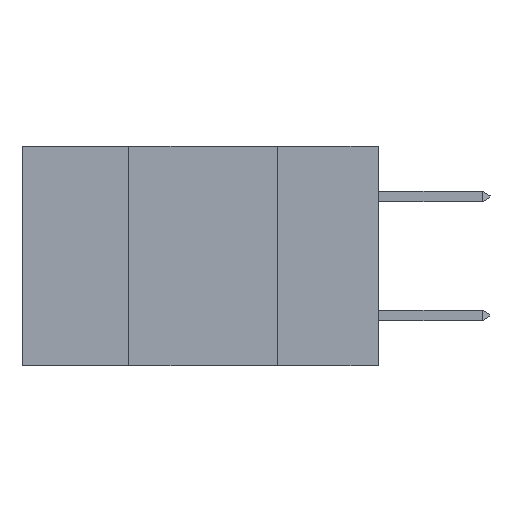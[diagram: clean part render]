
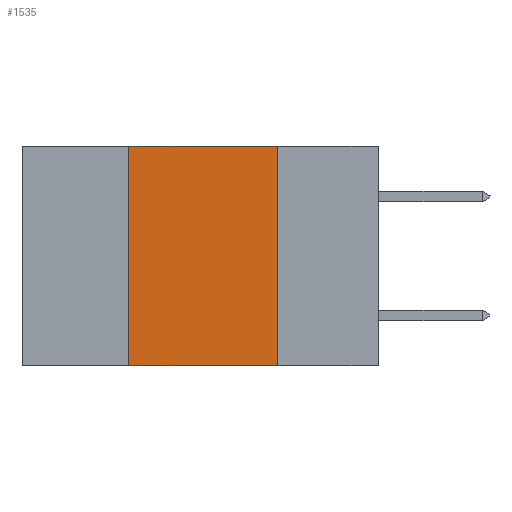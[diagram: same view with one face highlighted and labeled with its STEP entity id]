
A CAD part, left-side view. The second image highlights one B-rep face of the part: STEP entity #1535.
In plain terms, the highlighted planar face has unit normal (-1, 0, 0).
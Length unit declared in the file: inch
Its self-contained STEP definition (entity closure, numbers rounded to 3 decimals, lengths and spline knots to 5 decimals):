
#200 = VECTOR ( 'NONE', #12752, 39.37008 ) ;
#620 = DIRECTION ( 'NONE',  ( 0., 0., -1. ) ) ;
#622 = ORIENTED_EDGE ( 'NONE', *, *, #1424, .F. ) ;
#1015 = VERTEX_POINT ( 'NONE', #12944 ) ;
#1023 = CARTESIAN_POINT ( 'NONE',  ( 0., 0.17, 0. ) ) ;
#1424 = EDGE_CURVE ( 'NONE', #3900, #1015, #15850, .T. ) ;
#1535 = ADVANCED_FACE ( 'NONE', ( #9744 ), #1833, .F. ) ;
#1619 = CARTESIAN_POINT ( 'NONE',  ( 0., 0.6, -0.37 ) ) ;
#1833 = PLANE ( 'NONE',  #14594 ) ;
#1990 = LINE ( 'NONE', #11286, #200 ) ;
#3900 = VERTEX_POINT ( 'NONE', #1023 ) ;
#4470 = ORIENTED_EDGE ( 'NONE', *, *, #9627, .F. ) ;
#4608 = CARTESIAN_POINT ( 'NONE',  ( 0., 0.6, 0. ) ) ;
#4703 = ORIENTED_EDGE ( 'NONE', *, *, #5007, .F. ) ;
#4926 = VECTOR ( 'NONE', #13226, 39.37008 ) ;
#5007 = EDGE_CURVE ( 'NONE', #15032, #15678, #1990, .T. ) ;
#5154 = CARTESIAN_POINT ( 'NONE',  ( 0., 0.42, 0. ) ) ;
#5348 = VECTOR ( 'NONE', #15969, 39.37008 ) ;
#7923 = CARTESIAN_POINT ( 'NONE',  ( 0., 0.17, -0.37 ) ) ;
#8805 = ORIENTED_EDGE ( 'NONE', *, *, #16728, .T. ) ;
#8857 = LINE ( 'NONE', #9922, #9915 ) ;
#9627 = EDGE_CURVE ( 'NONE', #15678, #3900, #8857, .T. ) ;
#9744 = FACE_OUTER_BOUND ( 'NONE', #10354, .T. ) ;
#9915 = VECTOR ( 'NONE', #14067, 39.37008 ) ;
#9922 = CARTESIAN_POINT ( 'NONE',  ( 0., 0.6, 0. ) ) ;
#10354 = EDGE_LOOP ( 'NONE', ( #622, #4470, #4703, #8805 ) ) ;
#10752 = LINE ( 'NONE', #1619, #5348 ) ;
#11286 = CARTESIAN_POINT ( 'NONE',  ( 0., 0.42, -0.37 ) ) ;
#12277 = CARTESIAN_POINT ( 'NONE',  ( 0., 0.42, -0.37 ) ) ;
#12752 = DIRECTION ( 'NONE',  ( 0., 0., 1. ) ) ;
#12944 = CARTESIAN_POINT ( 'NONE',  ( 0., 0.17, -0.37 ) ) ;
#13226 = DIRECTION ( 'NONE',  ( 0., 0., -1. ) ) ;
#13900 = DIRECTION ( 'NONE',  ( 1., 0., 0. ) ) ;
#14067 = DIRECTION ( 'NONE',  ( 0., -1., 0. ) ) ;
#14594 = AXIS2_PLACEMENT_3D ( 'NONE', #4608, #13900, #620 ) ;
#15032 = VERTEX_POINT ( 'NONE', #12277 ) ;
#15678 = VERTEX_POINT ( 'NONE', #5154 ) ;
#15850 = LINE ( 'NONE', #7923, #4926 ) ;
#15969 = DIRECTION ( 'NONE',  ( 0., -1., 0. ) ) ;
#16728 = EDGE_CURVE ( 'NONE', #15032, #1015, #10752, .T. ) ;
